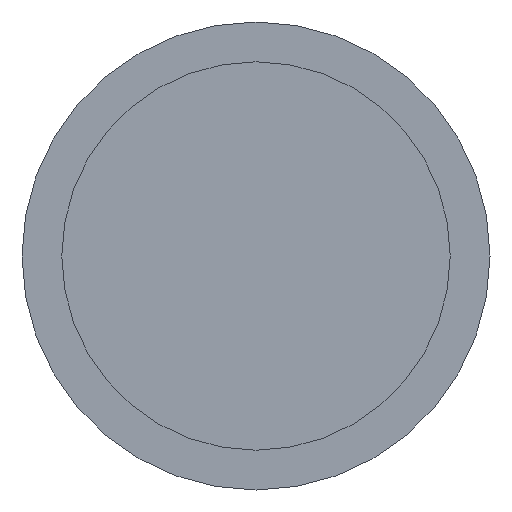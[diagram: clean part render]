
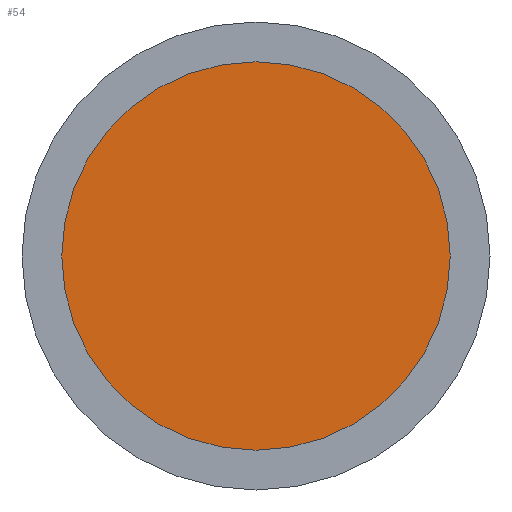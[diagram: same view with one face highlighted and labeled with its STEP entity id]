
A CAD part, front view. The second image highlights one B-rep face of the part: STEP entity #54.
In plain terms, the highlighted planar face has unit normal (0, -1, 0).
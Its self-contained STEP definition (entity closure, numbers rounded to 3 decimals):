
#54 = ADVANCED_FACE( '', ( #122 ), #123, .F. );
#122 = FACE_OUTER_BOUND( '', #209, .T. );
#123 = PLANE( '', #210 );
#209 = EDGE_LOOP( '', ( #340 ) );
#210 = AXIS2_PLACEMENT_3D( '', #341, #342, #343 );
#340 = ORIENTED_EDGE( '', *, *, #476, .T. );
#341 = CARTESIAN_POINT( '', ( 20.75, -3., 0. ) );
#342 = DIRECTION( '', ( 0., 1., 0. ) );
#343 = DIRECTION( '', ( 0., 0., 1. ) );
#476 = EDGE_CURVE( '', #543, #543, #544, .T. );
#543 = VERTEX_POINT( '', #632 );
#544 = CIRCLE( '', #633, 20.75 );
#632 = CARTESIAN_POINT( '', ( 0., -3., -20.75 ) );
#633 = AXIS2_PLACEMENT_3D( '', #713, #714, #715 );
#713 = CARTESIAN_POINT( '', ( 0., -3., 0. ) );
#714 = DIRECTION( '', ( 0., -1., 0. ) );
#715 = DIRECTION( '', ( 0., 0., -1. ) );
